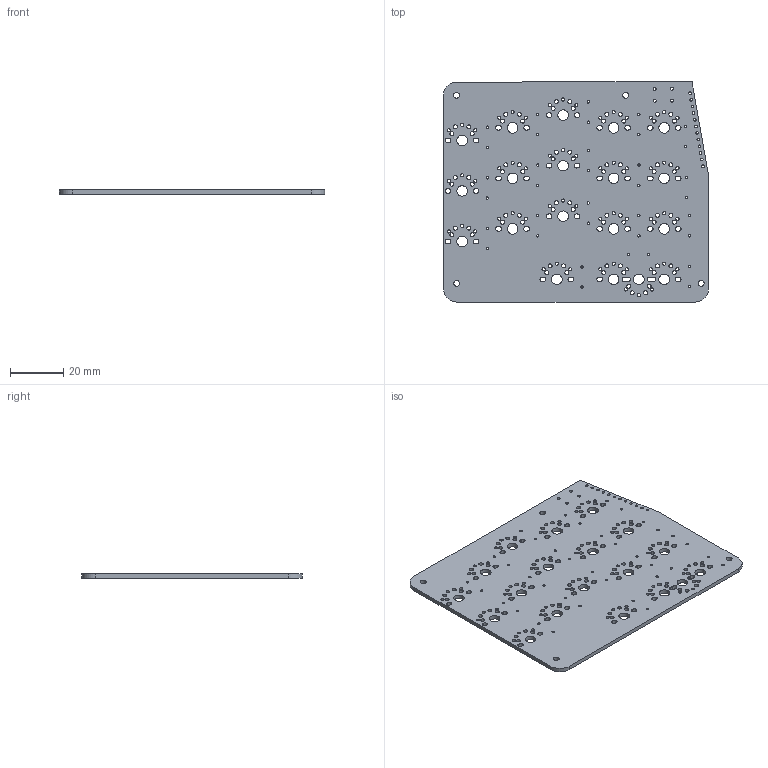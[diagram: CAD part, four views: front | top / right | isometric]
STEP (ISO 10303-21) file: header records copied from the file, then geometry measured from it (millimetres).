
FILE_DESCRIPTION(('KiCad electronic assembly'),'2;1');
FILE_NAME('le broke.step','2025-07-04T19:01:06',('Pcbnew'),('Kicad'), 'Open CASCADE STEP processor 7.8','KiCad to STEP converter','Unknown' );
FILE_SCHEMA(('AUTOMOTIVE_DESIGN { 1 0 10303 214 1 1 1 1 }'));
Length unit declared in the file: millimetre
Products named in the file (2): le broke 1; le broke_PCB
Assembly tree (1 placements, depth 2):
  le broke 1
    le broke_PCB
Bounding box: 99.97 x 82.97 x 1.51 mm (x, y, z)
Volume: 11416.3 mm3; surface area: 17508.6 mm2
Topology: 1 solids, 1 shells, 375 faces, 1119 edges, 746 vertices
Faces by surface type: cylinder 367, plane 8
Full cylindrical faces by diameter (mm): 0.9 x36, 1 x12, 1.1 x4, 1.2 x57, 1.524 x76, 2.2 x4, 3.988 x19
Entity records: 14080 total; most frequent: DIRECTION 2607, CARTESIAN_POINT 2242, ORIENTED_EDGE 2238, EDGE_CURVE 1119, AXIS2_PLACEMENT_3D 1111, FACE_BOUND 863, EDGE_LOOP 863, VERTEX_POINT 746
